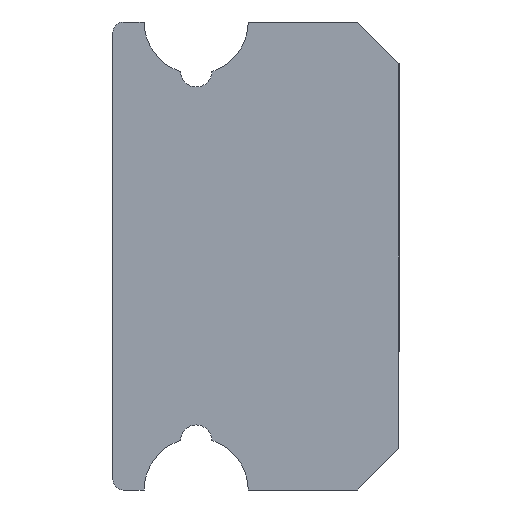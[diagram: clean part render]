
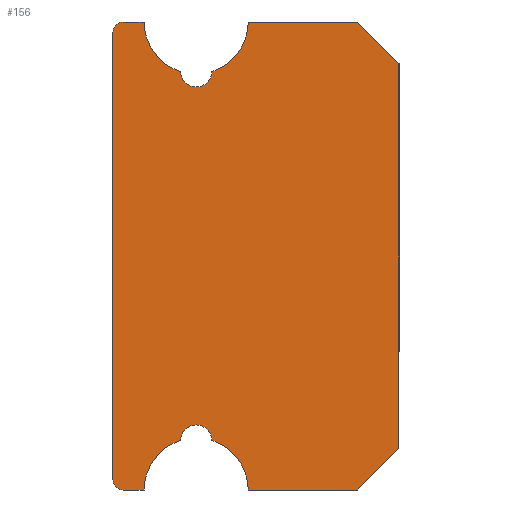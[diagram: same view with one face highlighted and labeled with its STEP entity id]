
A CAD part, left-side view. The second image highlights one B-rep face of the part: STEP entity #156.
In plain terms, the highlighted planar face has unit normal (-1, 0, 0).
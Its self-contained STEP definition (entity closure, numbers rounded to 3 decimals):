
#142 = EDGE_CURVE ( 'NONE', #495, #530, #639, .T. ) ;
#147 = EDGE_CURVE ( 'NONE', #266, #526, #739, .T. ) ;
#148 = EDGE_CURVE ( 'NONE', #173, #280, #729, .T. ) ;
#149 = ORIENTED_EDGE ( 'NONE', *, *, #213, .T. ) ;
#150 = ORIENTED_EDGE ( 'NONE', *, *, #147, .T. ) ;
#156 = ADVANCED_FACE ( 'NONE', ( #720 ), #718, .F. ) ;
#160 = ORIENTED_EDGE ( 'NONE', *, *, #462, .F. ) ;
#161 = ORIENTED_EDGE ( 'NONE', *, *, #415, .F. ) ;
#162 = ORIENTED_EDGE ( 'NONE', *, *, #164, .T. ) ;
#164 = EDGE_CURVE ( 'NONE', #534, #470, #706, .T. ) ;
#165 = ORIENTED_EDGE ( 'NONE', *, *, #256, .F. ) ;
#166 = ORIENTED_EDGE ( 'NONE', *, *, #167, .T. ) ;
#167 = EDGE_CURVE ( 'NONE', #537, #173, #707, .T. ) ;
#168 = ORIENTED_EDGE ( 'NONE', *, *, #172, .T. ) ;
#169 = ORIENTED_EDGE ( 'NONE', *, *, #209, .F. ) ;
#170 = ORIENTED_EDGE ( 'NONE', *, *, #180, .T. ) ;
#171 = EDGE_CURVE ( 'NONE', #175, #410, #680, .T. ) ;
#172 = EDGE_CURVE ( 'NONE', #257, #179, #665, .T. ) ;
#173 = VERTEX_POINT ( 'NONE', #660 ) ;
#174 = ORIENTED_EDGE ( 'NONE', *, *, #148, .T. ) ;
#175 = VERTEX_POINT ( 'NONE', #659 ) ;
#179 = VERTEX_POINT ( 'NONE', #658 ) ;
#180 = EDGE_CURVE ( 'NONE', #179, #175, #657, .T. ) ;
#203 = ORIENTED_EDGE ( 'NONE', *, *, #420, .F. ) ;
#205 = EDGE_CURVE ( 'NONE', #486, #421, #871, .T. ) ;
#209 = EDGE_CURVE ( 'NONE', #530, #499, #834, .T. ) ;
#213 = EDGE_CURVE ( 'NONE', #280, #266, #788, .T. ) ;
#221 = ORIENTED_EDGE ( 'NONE', *, *, #205, .T. ) ;
#222 = ORIENTED_EDGE ( 'NONE', *, *, #171, .T. ) ;
#256 = EDGE_CURVE ( 'NONE', #257, #470, #951, .T. ) ;
#257 = VERTEX_POINT ( 'NONE', #947 ) ;
#265 = ORIENTED_EDGE ( 'NONE', *, *, #494, .F. ) ;
#266 = VERTEX_POINT ( 'NONE', #858 ) ;
#280 = VERTEX_POINT ( 'NONE', #902 ) ;
#297 = EDGE_LOOP ( 'NONE', ( #203, #162, #165, #168, #170, #222, #160, #161, #169, #367, #265, #166, #174, #149, #150, #356, #221 ) ) ;
#356 = ORIENTED_EDGE ( 'NONE', *, *, #488, .F. ) ;
#367 = ORIENTED_EDGE ( 'NONE', *, *, #142, .F. ) ;
#410 = VERTEX_POINT ( 'NONE', #1172 ) ;
#415 = EDGE_CURVE ( 'NONE', #499, #498, #1163, .T. ) ;
#420 = EDGE_CURVE ( 'NONE', #534, #421, #1132, .T. ) ;
#421 = VERTEX_POINT ( 'NONE', #1128 ) ;
#462 = EDGE_CURVE ( 'NONE', #498, #410, #1233, .T. ) ;
#470 = VERTEX_POINT ( 'NONE', #1260 ) ;
#486 = VERTEX_POINT ( 'NONE', #1258 ) ;
#488 = EDGE_CURVE ( 'NONE', #486, #526, #1365, .T. ) ;
#494 = EDGE_CURVE ( 'NONE', #537, #495, #1216, .T. ) ;
#495 = VERTEX_POINT ( 'NONE', #1212 ) ;
#498 = VERTEX_POINT ( 'NONE', #1253 ) ;
#499 = VERTEX_POINT ( 'NONE', #1221 ) ;
#526 = VERTEX_POINT ( 'NONE', #1321 ) ;
#530 = VERTEX_POINT ( 'NONE', #1316 ) ;
#534 = VERTEX_POINT ( 'NONE', #1310 ) ;
#537 = VERTEX_POINT ( 'NONE', #1309 ) ;
#635 = CARTESIAN_POINT ( 'NONE',  ( -60., 0., 3.7 ) ) ;
#639 = LINE ( 'NONE', #635, #748 ) ;
#653 = DIRECTION ( 'NONE',  ( 0., 0., -1. ) ) ;
#654 = DIRECTION ( 'NONE',  ( 1., 0., 0. ) ) ;
#655 = CARTESIAN_POINT ( 'NONE',  ( -60., 3.9, -3.55 ) ) ;
#656 = AXIS2_PLACEMENT_3D ( 'NONE', #655, #654, #653 ) ;
#657 = CIRCLE ( 'NONE', #656, 0.3 ) ;
#658 = CARTESIAN_POINT ( 'NONE',  ( -60., 4.2, -3.546 ) ) ;
#659 = CARTESIAN_POINT ( 'NONE',  ( -60., 3.6, -3.546 ) ) ;
#660 = CARTESIAN_POINT ( 'NONE',  ( -60., 3.6, 3.546 ) ) ;
#661 = DIRECTION ( 'NONE',  ( 0., 0., -1. ) ) ;
#662 = DIRECTION ( 'NONE',  ( 1., 0., 0. ) ) ;
#663 = CARTESIAN_POINT ( 'NONE',  ( -60., 3.9, -4.5 ) ) ;
#664 = AXIS2_PLACEMENT_3D ( 'NONE', #663, #662, #661 ) ;
#665 = CIRCLE ( 'NONE', #664, 1. ) ;
#676 = DIRECTION ( 'NONE',  ( 0., 0., -1. ) ) ;
#677 = DIRECTION ( 'NONE',  ( 1., 0., 0. ) ) ;
#678 = CARTESIAN_POINT ( 'NONE',  ( -60., 3.9, -4.5 ) ) ;
#679 = AXIS2_PLACEMENT_3D ( 'NONE', #678, #677, #676 ) ;
#680 = CIRCLE ( 'NONE', #679, 1. ) ;
#681 = DIRECTION ( 'NONE',  ( 0., 0., 1. ) ) ;
#682 = DIRECTION ( 'NONE',  ( 1., 0., 0. ) ) ;
#683 = CARTESIAN_POINT ( 'NONE',  ( -60., 3.9, 4.5 ) ) ;
#684 = AXIS2_PLACEMENT_3D ( 'NONE', #683, #682, #681 ) ;
#703 = DIRECTION ( 'NONE',  ( 0., 0., -1. ) ) ;
#704 = DIRECTION ( 'NONE',  ( -1., 0., 0. ) ) ;
#705 = AXIS2_PLACEMENT_3D ( 'NONE', #712, #704, #703 ) ;
#706 = CIRCLE ( 'NONE', #705, 0.2 ) ;
#707 = CIRCLE ( 'NONE', #684, 1. ) ;
#712 = CARTESIAN_POINT ( 'NONE',  ( -60., 5.3, -4.3 ) ) ;
#714 = DIRECTION ( 'NONE',  ( 0., 0., -1. ) ) ;
#715 = DIRECTION ( 'NONE',  ( 1., 0., 0. ) ) ;
#716 = CARTESIAN_POINT ( 'NONE',  ( -60., 0., 4.5 ) ) ;
#717 = AXIS2_PLACEMENT_3D ( 'NONE', #716, #715, #714 ) ;
#718 = PLANE ( 'NONE',  #717 ) ;
#720 = FACE_OUTER_BOUND ( 'NONE', #297, .T. ) ;
#726 = DIRECTION ( 'NONE',  ( 0., 0., 1. ) ) ;
#727 = DIRECTION ( 'NONE',  ( 1., 0., 0. ) ) ;
#728 = AXIS2_PLACEMENT_3D ( 'NONE', #740, #727, #726 ) ;
#729 = CIRCLE ( 'NONE', #728, 0.3 ) ;
#735 = DIRECTION ( 'NONE',  ( 0., 0., 1. ) ) ;
#736 = DIRECTION ( 'NONE',  ( 1., 0., 0. ) ) ;
#737 = CARTESIAN_POINT ( 'NONE',  ( -60., 3.9, 4.5 ) ) ;
#738 = AXIS2_PLACEMENT_3D ( 'NONE', #737, #736, #735 ) ;
#739 = CIRCLE ( 'NONE', #738, 1. ) ;
#740 = CARTESIAN_POINT ( 'NONE',  ( -60., 3.9, 3.55 ) ) ;
#747 = DIRECTION ( 'NONE',  ( 0., -0.707, -0.707 ) ) ;
#748 = VECTOR ( 'NONE', #747, 1000. ) ;
#784 = DIRECTION ( 'NONE',  ( 0., 0., 1. ) ) ;
#785 = DIRECTION ( 'NONE',  ( 1., 0., 0. ) ) ;
#786 = CARTESIAN_POINT ( 'NONE',  ( -60., 3.9, 3.55 ) ) ;
#787 = AXIS2_PLACEMENT_3D ( 'NONE', #786, #785, #784 ) ;
#788 = CIRCLE ( 'NONE', #787, 0.3 ) ;
#831 = DIRECTION ( 'NONE',  ( 0., 0., -1. ) ) ;
#832 = VECTOR ( 'NONE', #831, 1000. ) ;
#833 = CARTESIAN_POINT ( 'NONE',  ( -60., 0., -3.7 ) ) ;
#834 = LINE ( 'NONE', #833, #832 ) ;
#858 = CARTESIAN_POINT ( 'NONE',  ( -60., 4.2, 3.546 ) ) ;
#869 = CARTESIAN_POINT ( 'NONE',  ( -60., 5.3, 4.3 ) ) ;
#870 = AXIS2_PLACEMENT_3D ( 'NONE', #869, #964, #898 ) ;
#871 = CIRCLE ( 'NONE', #870, 0.2 ) ;
#898 = DIRECTION ( 'NONE',  ( 0., 0., -1. ) ) ;
#902 = CARTESIAN_POINT ( 'NONE',  ( -60., 3.9, 3.25 ) ) ;
#947 = CARTESIAN_POINT ( 'NONE',  ( -60., 4.9, -4.5 ) ) ;
#948 = DIRECTION ( 'NONE',  ( 0., 1., 0. ) ) ;
#949 = VECTOR ( 'NONE', #948, 1000. ) ;
#950 = CARTESIAN_POINT ( 'NONE',  ( -60., 0.8, -4.5 ) ) ;
#951 = LINE ( 'NONE', #950, #949 ) ;
#964 = DIRECTION ( 'NONE',  ( -1., 0., 0. ) ) ;
#1128 = CARTESIAN_POINT ( 'NONE',  ( -60., 5.5, 4.3 ) ) ;
#1129 = DIRECTION ( 'NONE',  ( 0., 0., 1. ) ) ;
#1130 = VECTOR ( 'NONE', #1129, 1000. ) ;
#1131 = CARTESIAN_POINT ( 'NONE',  ( -60., 5.5, -4.5 ) ) ;
#1132 = LINE ( 'NONE', #1131, #1130 ) ;
#1160 = DIRECTION ( 'NONE',  ( 0., 0.707, -0.707 ) ) ;
#1161 = VECTOR ( 'NONE', #1160, 1000. ) ;
#1162 = CARTESIAN_POINT ( 'NONE',  ( -60., 0., -3.7 ) ) ;
#1163 = LINE ( 'NONE', #1162, #1161 ) ;
#1172 = CARTESIAN_POINT ( 'NONE',  ( -60., 2.9, -4.5 ) ) ;
#1209 = DIRECTION ( 'NONE',  ( 0., 1., 0. ) ) ;
#1210 = VECTOR ( 'NONE', #1209, 1000. ) ;
#1211 = CARTESIAN_POINT ( 'NONE',  ( -60., 0.8, -4.5 ) ) ;
#1212 = CARTESIAN_POINT ( 'NONE',  ( -60., 0.8, 4.5 ) ) ;
#1213 = DIRECTION ( 'NONE',  ( 0., -1., 0. ) ) ;
#1214 = VECTOR ( 'NONE', #1213, 1000. ) ;
#1215 = CARTESIAN_POINT ( 'NONE',  ( -60., 0.8, 4.5 ) ) ;
#1216 = LINE ( 'NONE', #1215, #1214 ) ;
#1221 = CARTESIAN_POINT ( 'NONE',  ( -60., 0., -3.7 ) ) ;
#1233 = LINE ( 'NONE', #1211, #1210 ) ;
#1253 = CARTESIAN_POINT ( 'NONE',  ( -60., 0.8, -4.5 ) ) ;
#1258 = CARTESIAN_POINT ( 'NONE',  ( -60., 5.3, 4.5 ) ) ;
#1260 = CARTESIAN_POINT ( 'NONE',  ( -60., 5.3, -4.5 ) ) ;
#1309 = CARTESIAN_POINT ( 'NONE',  ( -60., 2.9, 4.5 ) ) ;
#1310 = CARTESIAN_POINT ( 'NONE',  ( -60., 5.5, -4.3 ) ) ;
#1316 = CARTESIAN_POINT ( 'NONE',  ( -60., 0., 3.7 ) ) ;
#1321 = CARTESIAN_POINT ( 'NONE',  ( -60., 4.9, 4.5 ) ) ;
#1362 = DIRECTION ( 'NONE',  ( 0., -1., 0. ) ) ;
#1363 = VECTOR ( 'NONE', #1362, 1000. ) ;
#1364 = CARTESIAN_POINT ( 'NONE',  ( -60., 0.8, 4.5 ) ) ;
#1365 = LINE ( 'NONE', #1364, #1363 ) ;
